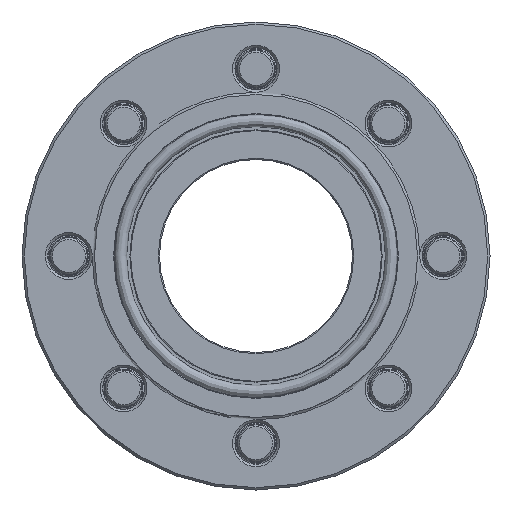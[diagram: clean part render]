
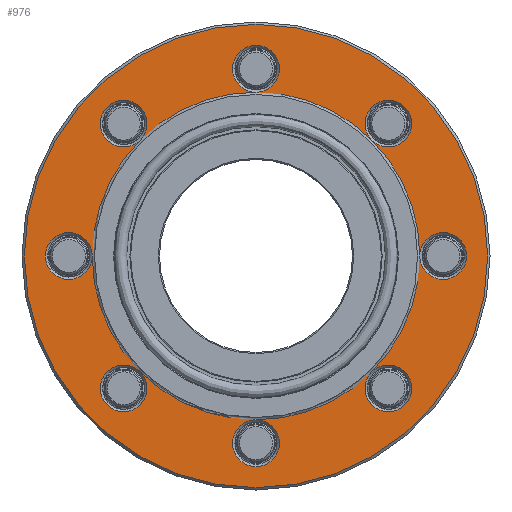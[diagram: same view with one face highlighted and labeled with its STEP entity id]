
A CAD part, left-side view. The second image highlights one B-rep face of the part: STEP entity #976.
In plain terms, the highlighted planar face has unit normal (-1, 0, 0).
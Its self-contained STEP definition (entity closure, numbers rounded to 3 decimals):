
#702=FACE_BOUND('',#1573,.T.);
#703=FACE_BOUND('',#1574,.T.);
#976=ADVANCED_FACE('',(#702,#703),#1208,.F.);
#1208=PLANE('',#3805);
#1573=EDGE_LOOP('',(#2133));
#1574=EDGE_LOOP('',(#2134,#2135,#2136,#2137,#2138,#2139,#2140,#2141,#2142,
#2143,#2144,#2145,#2146,#2147,#2148,#2149));
#2133=ORIENTED_EDGE('',*,*,#3115,.T.);
#2134=ORIENTED_EDGE('',*,*,#3116,.T.);
#2135=ORIENTED_EDGE('',*,*,#3117,.T.);
#2136=ORIENTED_EDGE('',*,*,#3118,.T.);
#2137=ORIENTED_EDGE('',*,*,#3119,.T.);
#2138=ORIENTED_EDGE('',*,*,#3120,.T.);
#2139=ORIENTED_EDGE('',*,*,#3121,.T.);
#2140=ORIENTED_EDGE('',*,*,#3122,.T.);
#2141=ORIENTED_EDGE('',*,*,#3123,.T.);
#2142=ORIENTED_EDGE('',*,*,#3124,.T.);
#2143=ORIENTED_EDGE('',*,*,#3125,.T.);
#2144=ORIENTED_EDGE('',*,*,#3126,.T.);
#2145=ORIENTED_EDGE('',*,*,#3127,.T.);
#2146=ORIENTED_EDGE('',*,*,#3128,.T.);
#2147=ORIENTED_EDGE('',*,*,#3129,.T.);
#2148=ORIENTED_EDGE('',*,*,#3130,.T.);
#2149=ORIENTED_EDGE('',*,*,#3131,.T.);
#2787=VERTEX_POINT('',#5726);
#2788=VERTEX_POINT('',#5728);
#2789=VERTEX_POINT('',#5730);
#2790=VERTEX_POINT('',#5733);
#2791=VERTEX_POINT('',#5736);
#2792=VERTEX_POINT('',#5739);
#2793=VERTEX_POINT('',#5742);
#2794=VERTEX_POINT('',#5745);
#2795=VERTEX_POINT('',#5748);
#3115=EDGE_CURVE('',#2787,#2787,#3464,.T.);
#3116=EDGE_CURVE('',#2788,#2788,#3465,.T.);
#3117=EDGE_CURVE('',#2788,#2789,#3466,.T.);
#3118=EDGE_CURVE('',#2789,#2789,#3467,.T.);
#3119=EDGE_CURVE('',#2789,#2790,#3468,.T.);
#3120=EDGE_CURVE('',#2790,#2790,#3469,.T.);
#3121=EDGE_CURVE('',#2790,#2791,#3470,.T.);
#3122=EDGE_CURVE('',#2791,#2791,#3471,.T.);
#3123=EDGE_CURVE('',#2791,#2792,#3472,.T.);
#3124=EDGE_CURVE('',#2792,#2792,#3473,.T.);
#3125=EDGE_CURVE('',#2792,#2793,#3474,.T.);
#3126=EDGE_CURVE('',#2793,#2793,#3475,.T.);
#3127=EDGE_CURVE('',#2793,#2794,#3476,.T.);
#3128=EDGE_CURVE('',#2794,#2794,#3477,.T.);
#3129=EDGE_CURVE('',#2794,#2795,#3478,.T.);
#3130=EDGE_CURVE('',#2795,#2795,#3479,.T.);
#3131=EDGE_CURVE('',#2795,#2788,#3480,.T.);
#3464=CIRCLE('',#3788,99.);
#3465=CIRCLE('',#3789,10.);
#3466=CIRCLE('',#3790,70.);
#3467=CIRCLE('',#3791,10.);
#3468=CIRCLE('',#3792,70.);
#3469=CIRCLE('',#3793,10.);
#3470=CIRCLE('',#3794,70.);
#3471=CIRCLE('',#3795,10.);
#3472=CIRCLE('',#3796,70.);
#3473=CIRCLE('',#3797,10.);
#3474=CIRCLE('',#3798,70.);
#3475=CIRCLE('',#3799,10.);
#3476=CIRCLE('',#3800,70.);
#3477=CIRCLE('',#3801,10.);
#3478=CIRCLE('',#3802,70.);
#3479=CIRCLE('',#3803,10.);
#3480=CIRCLE('',#3804,70.);
#3788=AXIS2_PLACEMENT_3D('',#5725,#4527,#4528);
#3789=AXIS2_PLACEMENT_3D('',#5727,#4529,#4530);
#3790=AXIS2_PLACEMENT_3D('',#5729,#4531,#4532);
#3791=AXIS2_PLACEMENT_3D('',#5731,#4533,#4534);
#3792=AXIS2_PLACEMENT_3D('',#5732,#4535,#4536);
#3793=AXIS2_PLACEMENT_3D('',#5734,#4537,#4538);
#3794=AXIS2_PLACEMENT_3D('',#5735,#4539,#4540);
#3795=AXIS2_PLACEMENT_3D('',#5737,#4541,#4542);
#3796=AXIS2_PLACEMENT_3D('',#5738,#4543,#4544);
#3797=AXIS2_PLACEMENT_3D('',#5740,#4545,#4546);
#3798=AXIS2_PLACEMENT_3D('',#5741,#4547,#4548);
#3799=AXIS2_PLACEMENT_3D('',#5743,#4549,#4550);
#3800=AXIS2_PLACEMENT_3D('',#5744,#4551,#4552);
#3801=AXIS2_PLACEMENT_3D('',#5746,#4553,#4554);
#3802=AXIS2_PLACEMENT_3D('',#5747,#4555,#4556);
#3803=AXIS2_PLACEMENT_3D('',#5749,#4557,#4558);
#3804=AXIS2_PLACEMENT_3D('',#5750,#4559,#4560);
#3805=AXIS2_PLACEMENT_3D('',#5751,#4561,#4562);
#4527=DIRECTION('',(-1.,0.,0.));
#4528=DIRECTION('',(0.,0.,-1.));
#4529=DIRECTION('',(1.,0.,0.));
#4530=DIRECTION('',(0.,0.,-1.));
#4531=DIRECTION('',(1.,0.,0.));
#4532=DIRECTION('',(0.,0.,-1.));
#4533=DIRECTION('',(1.,0.,0.));
#4534=DIRECTION('',(0.,0.,-1.));
#4535=DIRECTION('',(1.,0.,0.));
#4536=DIRECTION('',(0.,0.,-1.));
#4537=DIRECTION('',(1.,0.,0.));
#4538=DIRECTION('',(0.,0.,-1.));
#4539=DIRECTION('',(1.,0.,0.));
#4540=DIRECTION('',(0.,0.,-1.));
#4541=DIRECTION('',(1.,0.,0.));
#4542=DIRECTION('',(0.,0.,-1.));
#4543=DIRECTION('',(1.,0.,0.));
#4544=DIRECTION('',(0.,0.,-1.));
#4545=DIRECTION('',(1.,0.,0.));
#4546=DIRECTION('',(0.,0.,-1.));
#4547=DIRECTION('',(1.,0.,0.));
#4548=DIRECTION('',(0.,0.,-1.));
#4549=DIRECTION('',(1.,0.,0.));
#4550=DIRECTION('',(0.,0.,-1.));
#4551=DIRECTION('',(1.,0.,0.));
#4552=DIRECTION('',(0.,0.,-1.));
#4553=DIRECTION('',(1.,0.,0.));
#4554=DIRECTION('',(0.,0.,-1.));
#4555=DIRECTION('',(1.,0.,0.));
#4556=DIRECTION('',(0.,0.,-1.));
#4557=DIRECTION('',(1.,0.,0.));
#4558=DIRECTION('',(0.,0.,-1.));
#4559=DIRECTION('',(1.,0.,0.));
#4560=DIRECTION('',(0.,0.,-1.));
#4561=DIRECTION('',(1.,0.,0.));
#4562=DIRECTION('',(0.,0.,-1.));
#5725=CARTESIAN_POINT('',(3.,0.,0.));
#5726=CARTESIAN_POINT('',(3.,0.,-99.));
#5727=CARTESIAN_POINT('',(3.,0.,80.));
#5728=CARTESIAN_POINT('',(3.,0.,70.));
#5729=CARTESIAN_POINT('',(3.,0.,0.));
#5730=CARTESIAN_POINT('',(3.,-49.497,49.497));
#5731=CARTESIAN_POINT('',(3.,-56.569,56.569));
#5732=CARTESIAN_POINT('',(3.,0.,0.));
#5733=CARTESIAN_POINT('',(3.,-70.,0.));
#5734=CARTESIAN_POINT('',(3.,-80.,0.));
#5735=CARTESIAN_POINT('',(3.,0.,0.));
#5736=CARTESIAN_POINT('',(3.,-49.497,-49.497));
#5737=CARTESIAN_POINT('',(3.,-56.569,-56.569));
#5738=CARTESIAN_POINT('',(3.,0.,0.));
#5739=CARTESIAN_POINT('',(3.,0.,-70.));
#5740=CARTESIAN_POINT('',(3.,0.,-80.));
#5741=CARTESIAN_POINT('',(3.,0.,0.));
#5742=CARTESIAN_POINT('',(3.,49.497,-49.497));
#5743=CARTESIAN_POINT('',(3.,56.569,-56.569));
#5744=CARTESIAN_POINT('',(3.,0.,0.));
#5745=CARTESIAN_POINT('',(3.,70.,0.));
#5746=CARTESIAN_POINT('',(3.,80.,0.));
#5747=CARTESIAN_POINT('',(3.,0.,0.));
#5748=CARTESIAN_POINT('',(3.,49.497,49.497));
#5749=CARTESIAN_POINT('',(3.,56.569,56.569));
#5750=CARTESIAN_POINT('',(3.,0.,0.));
#5751=CARTESIAN_POINT('',(3.,100.,0.));
